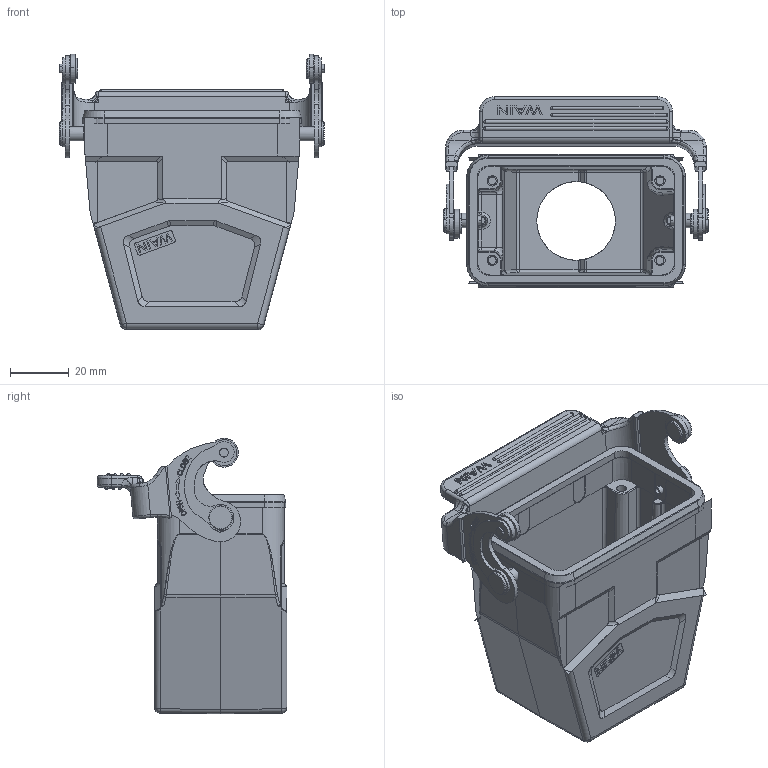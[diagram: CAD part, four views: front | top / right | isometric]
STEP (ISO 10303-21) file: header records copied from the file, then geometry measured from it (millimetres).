
FILE_DESCRIPTION((''),'2;1');
FILE_NAME('W10B-BEH','2017-10-11T',('sy.ji'),(''),'PRO/ENGINEER BY PARAMETRIC TECHNOLOGY CORPORATION, 2014310','PRO/ENGINEER BY PARAMETRIC TECHNOLOGY CORPORATION, 2014310','');
FILE_SCHEMA(('CONFIG_CONTROL_DESIGN'));
Products named in the file (1): W10B-BEH
Bounding box: 90.05 x 64.53 x 93.56 mm (x, y, z)
Volume: 77683.1 mm3; surface area: 51109.2 mm2
Topology: 2 solids, 28 shells, 1643 faces, 4464 edges, 2912 vertices
Faces by surface type: plane 750, extrusion 338, cylinder 333, bspline 95, sphere 50, cone 46, torus 31
Entity records: 59917 total; most frequent: CARTESIAN_POINT 19626, ORIENTED_EDGE 8745, DIRECTION 6961, EDGE_CURVE 4421, VERTEX_POINT 2912, VECTOR 2857, LINE 2519, AXIS2_PLACEMENT_3D 2052
